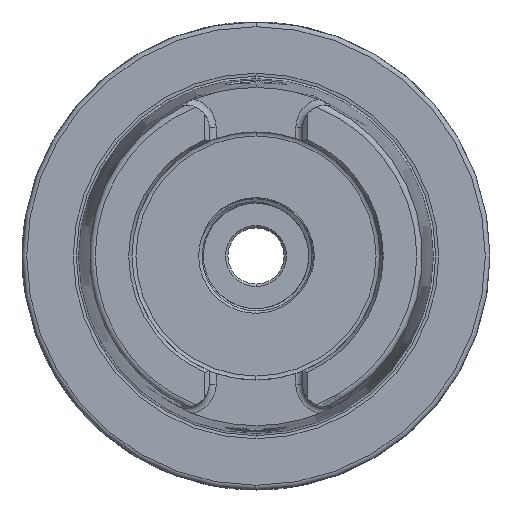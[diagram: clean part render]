
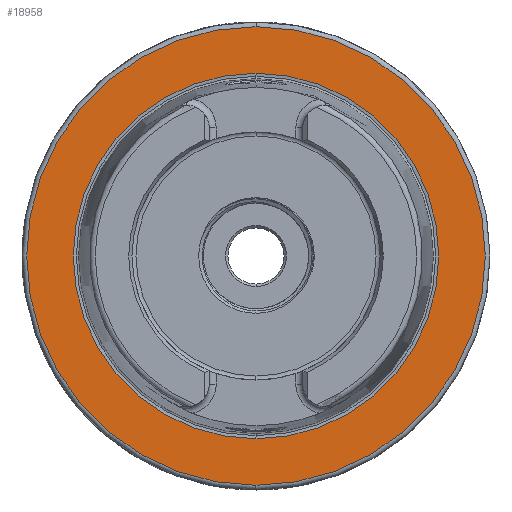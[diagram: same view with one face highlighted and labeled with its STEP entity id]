
A CAD part, left-side view. The second image highlights one B-rep face of the part: STEP entity #18958.
In plain terms, the highlighted planar face has unit normal (-1, 0, 0).
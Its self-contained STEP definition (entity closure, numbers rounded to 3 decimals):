
#8776 = AXIS2_PLACEMENT_3D ( 'NONE', #31831, #31832, #31833 ) ;
#16162 = AXIS2_PLACEMENT_3D ( 'NONE', #31656, #31660, #31661 ) ;
#18958 = ADVANCED_FACE ( 'NONE', ( #20252, #20242 ), #33229, .T. ) ;
#20236 = AXIS2_PLACEMENT_3D ( 'NONE', #33230, #33231, #33232 ) ;
#20242 = FACE_BOUND ( 'NONE', #28818, .T. ) ;
#20252 = FACE_OUTER_BOUND ( 'NONE', #28841, .T. ) ;
#20347 = ORIENTED_EDGE ( 'NONE', *, *, #24364, .T. ) ;
#20348 = ORIENTED_EDGE ( 'NONE', *, *, #25247, .T. ) ;
#20349 = ORIENTED_EDGE ( 'NONE', *, *, #25246, .T. ) ;
#20350 = ORIENTED_EDGE ( 'NONE', *, *, #24317, .T. ) ;
#24317 = EDGE_CURVE ( 'NONE', #24624, #24618, #26964, .T. ) ;
#24364 = EDGE_CURVE ( 'NONE', #24630, #24661, #26972, .T. ) ;
#24618 = VERTEX_POINT ( 'NONE', #32048 ) ;
#24624 = VERTEX_POINT ( 'NONE', #32054 ) ;
#24630 = VERTEX_POINT ( 'NONE', #32060 ) ;
#24661 = VERTEX_POINT ( 'NONE', #32091 ) ;
#25246 = EDGE_CURVE ( 'NONE', #24618, #24624, #25563, .T. ) ;
#25247 = EDGE_CURVE ( 'NONE', #24661, #24630, #25564, .T. ) ;
#25563 = CIRCLE ( 'NONE', #36453, 39.054 ) ;
#25564 = CIRCLE ( 'NONE', #36464, 49. ) ;
#26964 = CIRCLE ( 'NONE', #16162, 39.054 ) ;
#26972 = CIRCLE ( 'NONE', #8776, 49. ) ;
#28818 = EDGE_LOOP ( 'NONE', ( #20350, #20349 ) ) ;
#28841 = EDGE_LOOP ( 'NONE', ( #20347, #20348 ) ) ;
#31656 = CARTESIAN_POINT ( 'NONE',  ( 0., 0., 0. ) ) ;
#31660 = DIRECTION ( 'NONE',  ( 1., 0., 0. ) ) ;
#31661 = DIRECTION ( 'NONE',  ( 0., 0., -1. ) ) ;
#31831 = CARTESIAN_POINT ( 'NONE',  ( 0., 0., 0. ) ) ;
#31832 = DIRECTION ( 'NONE',  ( -1., 0., 0. ) ) ;
#31833 = DIRECTION ( 'NONE',  ( 0., 0., 1. ) ) ;
#32048 = CARTESIAN_POINT ( 'NONE',  ( 0., 0., -39.054 ) ) ;
#32054 = CARTESIAN_POINT ( 'NONE',  ( 0., 0., 39.054 ) ) ;
#32060 = CARTESIAN_POINT ( 'NONE',  ( 0., 0., 49. ) ) ;
#32091 = CARTESIAN_POINT ( 'NONE',  ( 0., 0., -49. ) ) ;
#33229 = PLANE ( 'NONE',  #20236 ) ;
#33230 = CARTESIAN_POINT ( 'NONE',  ( 0., 39.054, 0. ) ) ;
#33231 = DIRECTION ( 'NONE',  ( -1., 0., 0. ) ) ;
#33232 = DIRECTION ( 'NONE',  ( 0., 0., 1. ) ) ;
#35172 = CARTESIAN_POINT ( 'NONE',  ( 0., 0., 0. ) ) ;
#35173 = DIRECTION ( 'NONE',  ( 1., 0., 0. ) ) ;
#35174 = DIRECTION ( 'NONE',  ( 0., 0., -1. ) ) ;
#35175 = CARTESIAN_POINT ( 'NONE',  ( 0., 0., 0. ) ) ;
#35176 = DIRECTION ( 'NONE',  ( -1., 0., 0. ) ) ;
#35177 = DIRECTION ( 'NONE',  ( 0., 0., 1. ) ) ;
#36453 = AXIS2_PLACEMENT_3D ( 'NONE', #35172, #35173, #35174 ) ;
#36464 = AXIS2_PLACEMENT_3D ( 'NONE', #35175, #35176, #35177 ) ;
